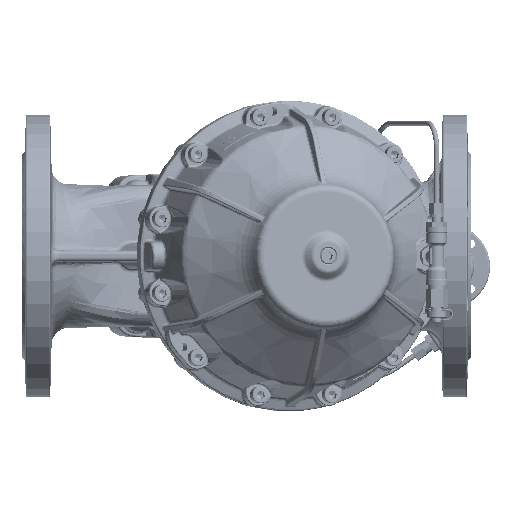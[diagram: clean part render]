
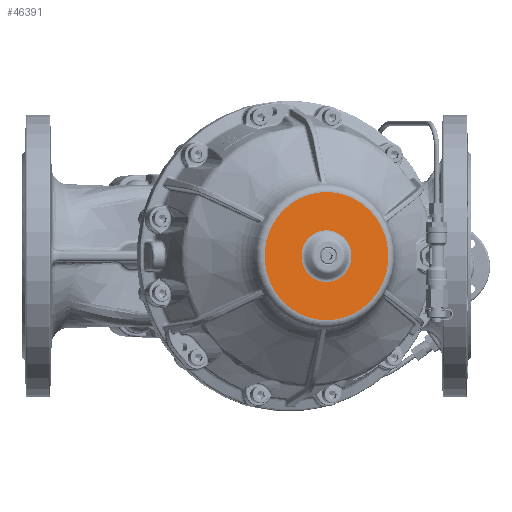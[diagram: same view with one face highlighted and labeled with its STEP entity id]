
A CAD part, front view. The second image highlights one B-rep face of the part: STEP entity #46391.
In plain terms, the highlighted planar face has unit normal (0.259, -0.966, 0).
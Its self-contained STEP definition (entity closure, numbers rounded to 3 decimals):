
#46325=CARTESIAN_POINT('Vertex',(80.434,-280.026,19.47)) ;
#46328=CARTESIAN_POINT('Axis2P3D Location',(75.395,-281.376,0.)) ;
#46332=CARTESIAN_POINT('Vertex',(70.355,-282.726,-19.47)) ;
#46352=CARTESIAN_POINT('Axis2P3D Location',(75.395,-281.376,0.)) ;
#46364=CARTESIAN_POINT('Axis2P3D Location',(122.045,-268.876,-12.941)) ;
#46369=CARTESIAN_POINT('Axis2P3D Location',(75.395,-281.376,0.)) ;
#46373=CARTESIAN_POINT('Vertex',(87.895,-278.027,48.296)) ;
#46375=CARTESIAN_POINT('Vertex',(62.895,-284.725,-48.296)) ;
#46378=CARTESIAN_POINT('Axis2P3D Location',(75.395,-281.376,0.)) ;
#46329=DIRECTION('Axis2P3D Direction',(-0.259,0.966,0.)) ;
#46353=DIRECTION('Axis2P3D Direction',(-0.259,0.966,0.)) ;
#46365=DIRECTION('Axis2P3D Direction',(-0.259,0.966,0.)) ;
#46366=DIRECTION('Axis2P3D XDirection',(-0.25,-0.067,-0.966)) ;
#46370=DIRECTION('Axis2P3D Direction',(-0.259,0.966,0.)) ;
#46379=DIRECTION('Axis2P3D Direction',(-0.259,0.966,0.)) ;
#46330=AXIS2_PLACEMENT_3D('Circle Axis2P3D',#46328,#46329,$) ;
#46354=AXIS2_PLACEMENT_3D('Circle Axis2P3D',#46352,#46353,$) ;
#46367=AXIS2_PLACEMENT_3D('Plane Axis2P3D',#46364,#46365,#46366) ;
#46371=AXIS2_PLACEMENT_3D('Circle Axis2P3D',#46369,#46370,$) ;
#46380=AXIS2_PLACEMENT_3D('Circle Axis2P3D',#46378,#46379,$) ;
#46331=CIRCLE('generated circle',#46330,20.157) ;
#46355=CIRCLE('generated circle',#46354,20.157) ;
#46372=CIRCLE('generated circle',#46371,50.) ;
#46381=CIRCLE('generated circle',#46380,50.) ;
#46368=PLANE('',#46367) ;
#46390=FACE_BOUND('',#46387,.T.) ;
#46334=EDGE_CURVE('',#46333,#46326,#46331,.T.) ;
#46356=EDGE_CURVE('',#46326,#46333,#46355,.T.) ;
#46377=EDGE_CURVE('',#46374,#46376,#46372,.T.) ;
#46382=EDGE_CURVE('',#46376,#46374,#46381,.T.) ;
#46384=ORIENTED_EDGE('',*,*,#46377,.F.) ;
#46385=ORIENTED_EDGE('',*,*,#46382,.F.) ;
#46388=ORIENTED_EDGE('',*,*,#46334,.T.) ;
#46389=ORIENTED_EDGE('',*,*,#46356,.T.) ;
#46383=EDGE_LOOP('',(#46384,#46385)) ;
#46387=EDGE_LOOP('',(#46388,#46389)) ;
#46326=VERTEX_POINT('',#46325) ;
#46333=VERTEX_POINT('',#46332) ;
#46374=VERTEX_POINT('',#46373) ;
#46376=VERTEX_POINT('',#46375) ;
#46391=ADVANCED_FACE('NONE',(#46386,#46390),#46368,.F.) ;
#46386=FACE_OUTER_BOUND('',#46383,.T.) ;
